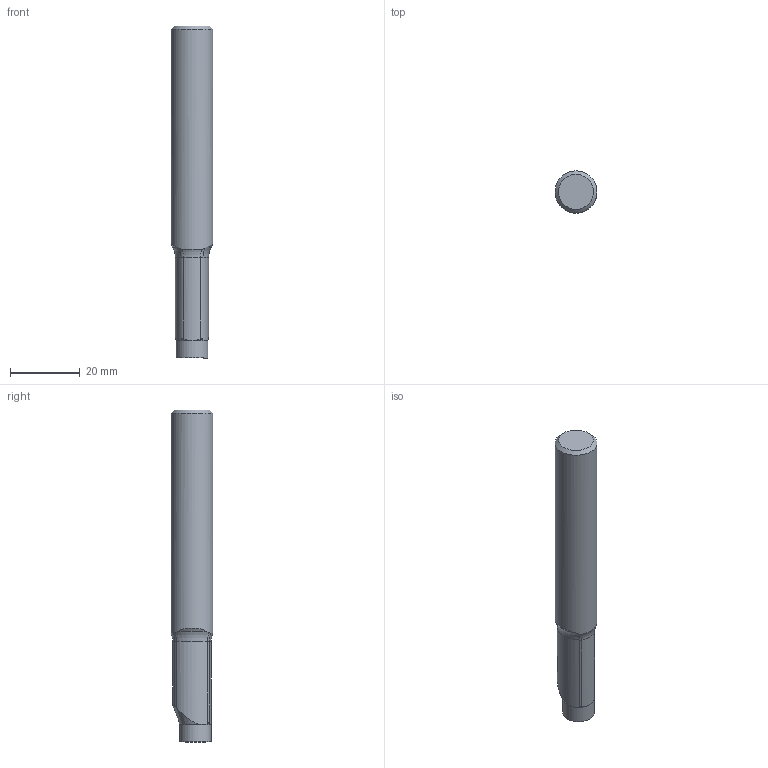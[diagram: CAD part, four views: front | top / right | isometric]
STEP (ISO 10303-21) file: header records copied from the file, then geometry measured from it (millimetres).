
FILE_DESCRIPTION(/* description */ (''),/* implementation_level */ '2;1');
FILE_NAME(/* name */ '1589879710412.stp',/* time_stamp */ '2020-05-19T14:45:22+05:00',/* author */ (''),/* organization */ ('SMS'),/* preprocessor_version */ 'ST-DEVELOPER v16.7',/* originating_system */ 'SIEMENS PLM Software NX 12.0',/* authorisation */ '');
FILE_SCHEMA (('AUTOMOTIVE_DESIGN { 1 0 10303 214 3 1 1 1 }'));
Length unit declared in the file: millimetre
Products named in the file (1): 202735882mod000_00
Bounding box: 12 x 12 x 94.9 mm (x, y, z)
Volume: 9669.6 mm3; surface area: 3554.4 mm2
Topology: 1 solids, 1 shells, 27 faces, 69 edges, 47 vertices
Faces by surface type: cylinder 10, torus 9, cone 6, plane 2
Full cylindrical faces by diameter (mm): 9 x1, 12 x1
Entity records: 935 total; most frequent: CARTESIAN_POINT 275, ORIENTED_EDGE 128, DIRECTION 124, EDGE_CURVE 64, AXIS2_PLACEMENT_3D 58, VERTEX_POINT 42, EDGE_LOOP 30, B_SPLINE_CURVE_WITH_KNOTS 29
